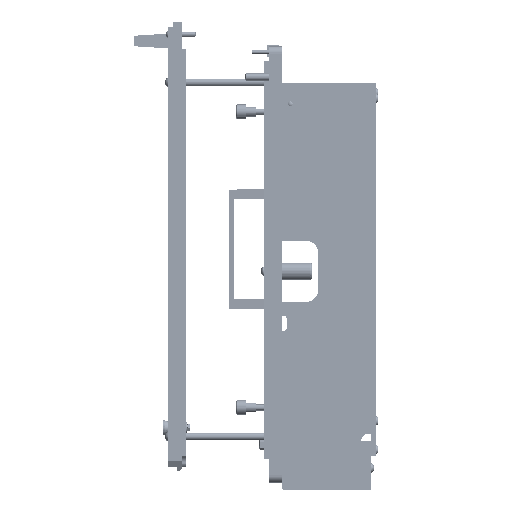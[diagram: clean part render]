
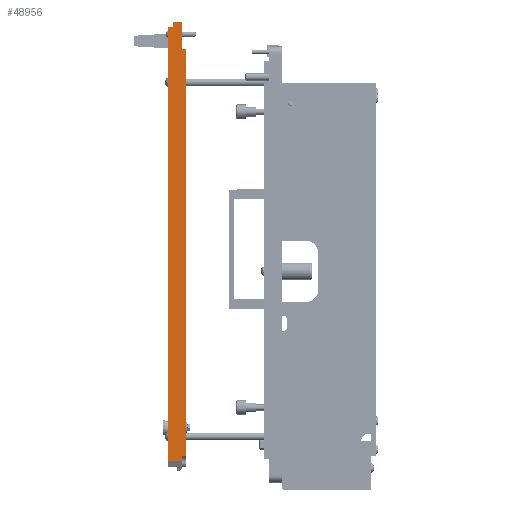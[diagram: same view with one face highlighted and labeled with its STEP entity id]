
A CAD part, left-side view. The second image highlights one B-rep face of the part: STEP entity #48956.
In plain terms, the highlighted face is planar.
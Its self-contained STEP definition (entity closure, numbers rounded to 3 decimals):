
#487 = ORIENTED_EDGE ( 'NONE', *, *, #41398, .T. ) ;
#727 = EDGE_CURVE ( 'NONE', #25350, #15583, #25937, .T. ) ;
#918 = LINE ( 'NONE', #22873, #56088 ) ;
#2464 = EDGE_CURVE ( 'NONE', #56242, #8616, #15633, .T. ) ;
#2748 = LINE ( 'NONE', #34029, #9554 ) ;
#3365 = CARTESIAN_POINT ( 'NONE',  ( 253., -4.3, 175.55 ) ) ;
#3380 = CARTESIAN_POINT ( 'NONE',  ( 253., -4.3, 171.55 ) ) ;
#3711 = CARTESIAN_POINT ( 'NONE',  ( 253., -7.5, 183.55 ) ) ;
#5030 = CARTESIAN_POINT ( 'NONE',  ( 253., -4.3, -183.55 ) ) ;
#5170 = VERTEX_POINT ( 'NONE', #35731 ) ;
#5711 = CARTESIAN_POINT ( 'NONE',  ( 253., -4.3, -161.55 ) ) ;
#6440 = CARTESIAN_POINT ( 'NONE',  ( 253., 3.2, -183.55 ) ) ;
#6454 = LINE ( 'NONE', #37125, #35042 ) ;
#6787 = ORIENTED_EDGE ( 'NONE', *, *, #50529, .T. ) ;
#7408 = CARTESIAN_POINT ( 'NONE',  ( 253., 7.5, 183.55 ) ) ;
#7462 = VERTEX_POINT ( 'NONE', #34445 ) ;
#8616 = VERTEX_POINT ( 'NONE', #3365 ) ;
#8643 = DIRECTION ( 'NONE',  ( 0., 1., 0. ) ) ;
#9554 = VECTOR ( 'NONE', #51848, 1000. ) ;
#9948 = VECTOR ( 'NONE', #28816, 1000. ) ;
#10739 = EDGE_CURVE ( 'NONE', #50987, #55726, #11789, .T. ) ;
#10772 = VERTEX_POINT ( 'NONE', #57354 ) ;
#11671 = CARTESIAN_POINT ( 'NONE',  ( 253., -7.5, -161.55 ) ) ;
#11789 = LINE ( 'NONE', #7408, #24345 ) ;
#12597 = CARTESIAN_POINT ( 'NONE',  ( 253., 7.5, -179.55 ) ) ;
#13321 = DIRECTION ( 'NONE',  ( 0., 0., 1. ) ) ;
#13769 = VERTEX_POINT ( 'NONE', #54499 ) ;
#14364 = DIRECTION ( 'NONE',  ( 0., 0., 1. ) ) ;
#15245 = EDGE_CURVE ( 'NONE', #5170, #7462, #56849, .T. ) ;
#15583 = VERTEX_POINT ( 'NONE', #19278 ) ;
#15633 = LINE ( 'NONE', #46316, #9948 ) ;
#15787 = LINE ( 'NONE', #11671, #45698 ) ;
#17681 = CARTESIAN_POINT ( 'NONE',  ( 253., 7.5, -179.55 ) ) ;
#17839 = VECTOR ( 'NONE', #21206, 1000. ) ;
#17889 = EDGE_CURVE ( 'NONE', #5170, #53186, #49415, .T. ) ;
#18602 = ORIENTED_EDGE ( 'NONE', *, *, #21454, .F. ) ;
#19278 = CARTESIAN_POINT ( 'NONE',  ( 253., -7.5, -161.55 ) ) ;
#19984 = EDGE_CURVE ( 'NONE', #53186, #15583, #15787, .T. ) ;
#20184 = DIRECTION ( 'NONE',  ( 0., -1., 0. ) ) ;
#21206 = DIRECTION ( 'NONE',  ( 0., -1., 0. ) ) ;
#21454 = EDGE_CURVE ( 'NONE', #13769, #24234, #6454, .T. ) ;
#22873 = CARTESIAN_POINT ( 'NONE',  ( 253., -4.3, 171.55 ) ) ;
#24234 = VERTEX_POINT ( 'NONE', #47480 ) ;
#24345 = VECTOR ( 'NONE', #25245, 1000. ) ;
#25245 = DIRECTION ( 'NONE',  ( 0., 0., 1. ) ) ;
#25350 = VERTEX_POINT ( 'NONE', #26893 ) ;
#25736 = VECTOR ( 'NONE', #47532, 1000. ) ;
#25937 = LINE ( 'NONE', #3711, #25736 ) ;
#26893 = CARTESIAN_POINT ( 'NONE',  ( 253., -7.5, 101.55 ) ) ;
#28816 = DIRECTION ( 'NONE',  ( 0., 0., 1. ) ) ;
#30253 = EDGE_CURVE ( 'NONE', #55726, #8616, #2748, .T. ) ;
#31127 = ORIENTED_EDGE ( 'NONE', *, *, #49764, .F. ) ;
#31140 = CARTESIAN_POINT ( 'NONE',  ( 253., -7.5, -183.55 ) ) ;
#33351 = VECTOR ( 'NONE', #14364, 1000. ) ;
#34029 = CARTESIAN_POINT ( 'NONE',  ( 253., 7.5, 175.55 ) ) ;
#34183 = AXIS2_PLACEMENT_3D ( 'NONE', #39056, #48953, #13321 ) ;
#34445 = CARTESIAN_POINT ( 'NONE',  ( 253., 3.2, -183.55 ) ) ;
#35042 = VECTOR ( 'NONE', #41242, 1000. ) ;
#35558 = ORIENTED_EDGE ( 'NONE', *, *, #10739, .T. ) ;
#35731 = CARTESIAN_POINT ( 'NONE',  ( 253., -4.3, -183.55 ) ) ;
#35879 = CARTESIAN_POINT ( 'NONE',  ( 253., 7.5, 175.55 ) ) ;
#36643 = ORIENTED_EDGE ( 'NONE', *, *, #17889, .F. ) ;
#37125 = CARTESIAN_POINT ( 'NONE',  ( 253., -7.4, 101.55 ) ) ;
#38684 = VECTOR ( 'NONE', #8643, 1000. ) ;
#39056 = CARTESIAN_POINT ( 'NONE',  ( 253., 7.5, 183.55 ) ) ;
#39235 = EDGE_CURVE ( 'NONE', #50987, #10772, #44216, .T. ) ;
#41242 = DIRECTION ( 'NONE',  ( 0., 0., 1. ) ) ;
#41398 = EDGE_CURVE ( 'NONE', #56242, #24234, #918, .T. ) ;
#42069 = DIRECTION ( 'NONE',  ( 0., 0., -1. ) ) ;
#42763 = DIRECTION ( 'NONE',  ( 0., -1., 0. ) ) ;
#43705 = PLANE ( 'NONE',  #34183 ) ;
#43805 = ORIENTED_EDGE ( 'NONE', *, *, #30253, .T. ) ;
#44216 = LINE ( 'NONE', #17681, #17839 ) ;
#45319 = DIRECTION ( 'NONE',  ( 0., -1., 0. ) ) ;
#45698 = VECTOR ( 'NONE', #20184, 1000. ) ;
#46269 = EDGE_LOOP ( 'NONE', ( #18602, #6787, #53487, #55327, #36643, #55383, #31127, #57590, #35558, #43805, #52828, #487 ) ) ;
#46316 = CARTESIAN_POINT ( 'NONE',  ( 253., -4.3, 183.55 ) ) ;
#46452 = LINE ( 'NONE', #6440, #50104 ) ;
#47480 = CARTESIAN_POINT ( 'NONE',  ( 253., -7.4, 171.55 ) ) ;
#47532 = DIRECTION ( 'NONE',  ( 0., 0., -1. ) ) ;
#48953 = DIRECTION ( 'NONE',  ( -1., 0., 0. ) ) ;
#48956 = ADVANCED_FACE ( 'NONE', ( #52782 ), #43705, .F. ) ;
#49415 = LINE ( 'NONE', #5030, #33351 ) ;
#49764 = EDGE_CURVE ( 'NONE', #10772, #7462, #46452, .T. ) ;
#50104 = VECTOR ( 'NONE', #42069, 1000. ) ;
#50529 = EDGE_CURVE ( 'NONE', #13769, #25350, #56786, .T. ) ;
#50987 = VERTEX_POINT ( 'NONE', #12597 ) ;
#51193 = VECTOR ( 'NONE', #42763, 1000. ) ;
#51848 = DIRECTION ( 'NONE',  ( 0., -1., 0. ) ) ;
#52782 = FACE_OUTER_BOUND ( 'NONE', #46269, .T. ) ;
#52828 = ORIENTED_EDGE ( 'NONE', *, *, #2464, .F. ) ;
#53186 = VERTEX_POINT ( 'NONE', #5711 ) ;
#53487 = ORIENTED_EDGE ( 'NONE', *, *, #727, .T. ) ;
#54499 = CARTESIAN_POINT ( 'NONE',  ( 253., -7.4, 101.55 ) ) ;
#55327 = ORIENTED_EDGE ( 'NONE', *, *, #19984, .F. ) ;
#55383 = ORIENTED_EDGE ( 'NONE', *, *, #15245, .T. ) ;
#55726 = VERTEX_POINT ( 'NONE', #35879 ) ;
#56088 = VECTOR ( 'NONE', #45319, 1000. ) ;
#56242 = VERTEX_POINT ( 'NONE', #3380 ) ;
#56786 = LINE ( 'NONE', #57371, #51193 ) ;
#56849 = LINE ( 'NONE', #31140, #38684 ) ;
#57354 = CARTESIAN_POINT ( 'NONE',  ( 253., 3.2, -179.55 ) ) ;
#57371 = CARTESIAN_POINT ( 'NONE',  ( 253., -7.4, 101.55 ) ) ;
#57590 = ORIENTED_EDGE ( 'NONE', *, *, #39235, .F. ) ;
